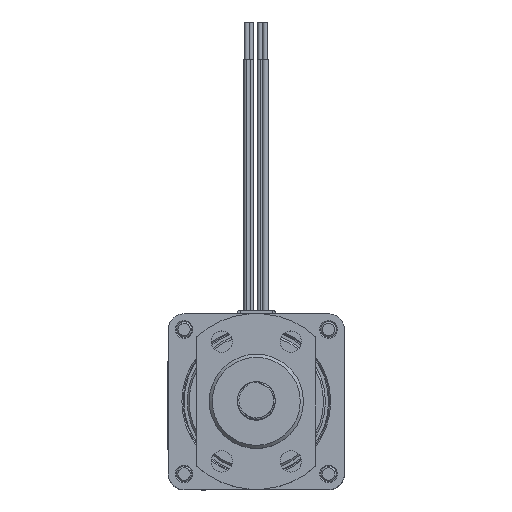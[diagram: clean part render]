
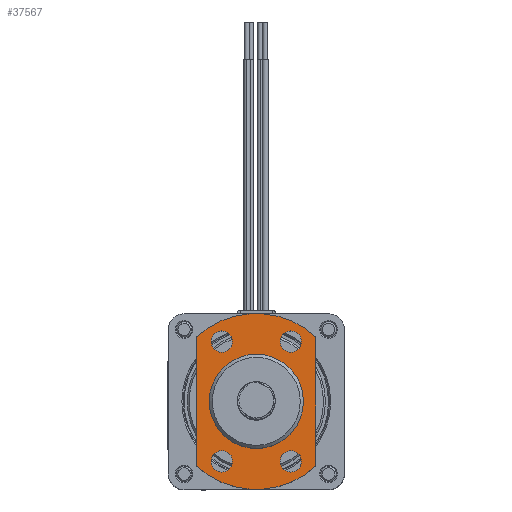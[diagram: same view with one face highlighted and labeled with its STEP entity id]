
A CAD part, top view. The second image highlights one B-rep face of the part: STEP entity #37567.
In plain terms, the highlighted planar face has unit normal (0, 0, 1).
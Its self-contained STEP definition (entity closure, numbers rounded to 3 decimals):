
#3891=LINE('',#75119,#7436);
#3892=LINE('',#75123,#7437);
#7436=VECTOR('',#52560,20.567);
#7437=VECTOR('',#52563,20.567);
#8535=PLANE('',#41403);
#8930=FACE_BOUND('',#13096,.T.);
#8931=FACE_BOUND('',#13097,.T.);
#8932=FACE_BOUND('',#13098,.T.);
#8933=FACE_BOUND('',#13099,.T.);
#8934=FACE_BOUND('',#13100,.T.);
#10909=FACE_OUTER_BOUND('',#13095,.T.);
#13095=EDGE_LOOP('',(#34727,#34728,#34729,#34730));
#13096=EDGE_LOOP('',(#34731));
#13097=EDGE_LOOP('',(#34732));
#13098=EDGE_LOOP('',(#34733));
#13099=EDGE_LOOP('',(#34734));
#13100=EDGE_LOOP('',(#34735));
#14874=CIRCLE('',#41404,14.);
#14875=CIRCLE('',#41405,14.);
#14876=CIRCLE('',#41406,7.5);
#14877=CIRCLE('',#41407,1.7);
#14878=CIRCLE('',#41408,1.7);
#14879=CIRCLE('',#41409,1.7);
#14880=CIRCLE('',#41410,1.7);
#18523=VERTEX_POINT('',#75117);
#18524=VERTEX_POINT('',#75118);
#18525=VERTEX_POINT('',#75120);
#18526=VERTEX_POINT('',#75122);
#18527=VERTEX_POINT('',#75125);
#18528=VERTEX_POINT('',#75127);
#18529=VERTEX_POINT('',#75129);
#18530=VERTEX_POINT('',#75131);
#18531=VERTEX_POINT('',#75133);
#23930=EDGE_CURVE('',#18523,#18524,#3891,.T.);
#23931=EDGE_CURVE('',#18523,#18525,#14874,.T.);
#23932=EDGE_CURVE('',#18526,#18525,#3892,.T.);
#23933=EDGE_CURVE('',#18526,#18524,#14875,.T.);
#23934=EDGE_CURVE('',#18527,#18527,#14876,.T.);
#23935=EDGE_CURVE('',#18528,#18528,#14877,.T.);
#23936=EDGE_CURVE('',#18529,#18529,#14878,.T.);
#23937=EDGE_CURVE('',#18530,#18530,#14879,.T.);
#23938=EDGE_CURVE('',#18531,#18531,#14880,.T.);
#34727=ORIENTED_EDGE('',*,*,#23930,.F.);
#34728=ORIENTED_EDGE('',*,*,#23931,.T.);
#34729=ORIENTED_EDGE('',*,*,#23932,.F.);
#34730=ORIENTED_EDGE('',*,*,#23933,.T.);
#34731=ORIENTED_EDGE('',*,*,#23934,.F.);
#34732=ORIENTED_EDGE('',*,*,#23935,.F.);
#34733=ORIENTED_EDGE('',*,*,#23936,.F.);
#34734=ORIENTED_EDGE('',*,*,#23937,.F.);
#34735=ORIENTED_EDGE('',*,*,#23938,.F.);
#37567=ADVANCED_FACE('',(#10909,#8930,#8931,#8932,#8933,#8934),#8535,.T.);
#41403=AXIS2_PLACEMENT_3D('',#75116,#52558,#52559);
#41404=AXIS2_PLACEMENT_3D('',#75121,#52561,#52562);
#41405=AXIS2_PLACEMENT_3D('',#75124,#52564,#52565);
#41406=AXIS2_PLACEMENT_3D('',#75126,#52566,#52567);
#41407=AXIS2_PLACEMENT_3D('',#75128,#52568,#52569);
#41408=AXIS2_PLACEMENT_3D('',#75130,#52570,#52571);
#41409=AXIS2_PLACEMENT_3D('',#75132,#52572,#52573);
#41410=AXIS2_PLACEMENT_3D('',#75134,#52574,#52575);
#52558=DIRECTION('center_axis',(0.,0.,1.));
#52559=DIRECTION('ref_axis',(1.,0.,0.));
#52560=DIRECTION('',(0.,1.,0.));
#52561=DIRECTION('center_axis',(0.,0.,1.));
#52562=DIRECTION('ref_axis',(1.,0.,0.));
#52563=DIRECTION('',(0.,-1.,0.));
#52564=DIRECTION('center_axis',(0.,0.,1.));
#52565=DIRECTION('ref_axis',(1.,0.,0.));
#52566=DIRECTION('center_axis',(0.,0.,1.));
#52567=DIRECTION('ref_axis',(1.,0.,0.));
#52568=DIRECTION('center_axis',(0.,0.,1.));
#52569=DIRECTION('ref_axis',(1.,0.,0.));
#52570=DIRECTION('center_axis',(0.,0.,1.));
#52571=DIRECTION('ref_axis',(-1.,0.,0.));
#52572=DIRECTION('center_axis',(0.,0.,1.));
#52573=DIRECTION('ref_axis',(-1.,0.,0.));
#52574=DIRECTION('center_axis',(0.,0.,1.));
#52575=DIRECTION('ref_axis',(1.,0.,0.));
#75116=CARTESIAN_POINT('Origin',(0.,0.,4.));
#75117=CARTESIAN_POINT('',(-9.5,-10.283,4.));
#75118=CARTESIAN_POINT('',(-9.5,10.283,4.));
#75119=CARTESIAN_POINT('',(-9.5,-10.283,4.));
#75120=CARTESIAN_POINT('',(9.5,-10.283,4.));
#75121=CARTESIAN_POINT('Origin',(0.,0.,4.));
#75122=CARTESIAN_POINT('',(9.5,10.283,4.));
#75123=CARTESIAN_POINT('',(9.5,10.283,4.));
#75124=CARTESIAN_POINT('Origin',(0.,0.,4.));
#75125=CARTESIAN_POINT('',(7.5,0.,4.));
#75126=CARTESIAN_POINT('Origin',(0.,0.,4.));
#75127=CARTESIAN_POINT('',(-3.8,-9.526,4.));
#75128=CARTESIAN_POINT('Origin',(-5.5,-9.526,4.));
#75129=CARTESIAN_POINT('',(3.8,-9.526,4.));
#75130=CARTESIAN_POINT('Origin',(5.5,-9.526,4.));
#75131=CARTESIAN_POINT('',(-7.2,9.526,4.));
#75132=CARTESIAN_POINT('Origin',(-5.5,9.526,4.));
#75133=CARTESIAN_POINT('',(7.2,9.526,4.));
#75134=CARTESIAN_POINT('Origin',(5.5,9.526,4.));
